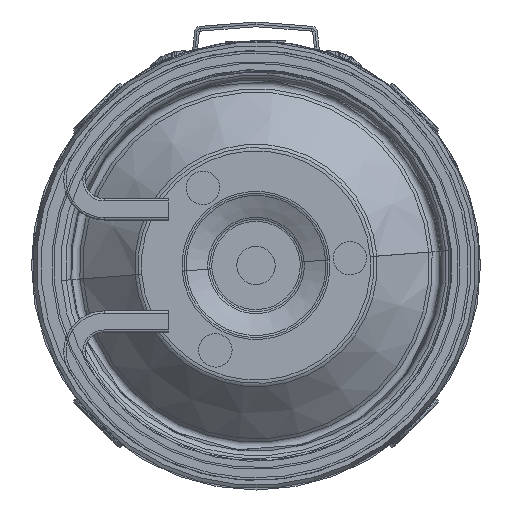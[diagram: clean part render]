
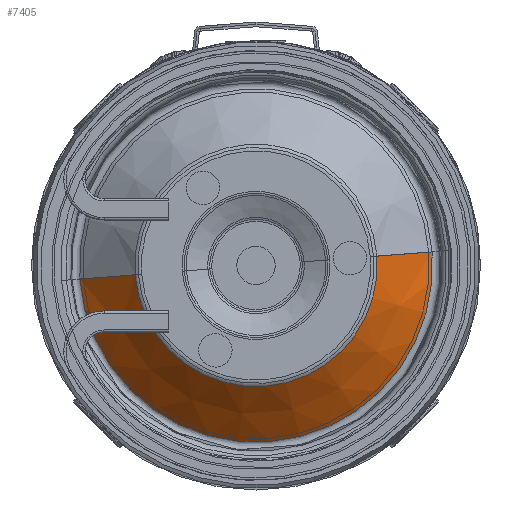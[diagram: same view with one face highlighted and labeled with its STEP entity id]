
A CAD part, front view. The second image highlights one B-rep face of the part: STEP entity #7405.
In plain terms, the highlighted conical face has half-angle 46.546 degrees and reference radius 25.375 mm.
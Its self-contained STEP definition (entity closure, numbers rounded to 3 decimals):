
#87 = EDGE_CURVE ( 'NONE', #1560, #5910, #4102, .T. ) ;
#749 = AXIS2_PLACEMENT_3D ( 'NONE', #23145, #34958, #8379 ) ;
#984 = DIRECTION ( 'NONE',  ( 0., 0.688, -0.726 ) ) ;
#1560 = VERTEX_POINT ( 'NONE', #36850 ) ;
#2320 = LINE ( 'NONE', #20408, #30837 ) ;
#3550 = AXIS2_PLACEMENT_3D ( 'NONE', #37503, #4345, #33826 ) ;
#4102 = LINE ( 'NONE', #15362, #36891 ) ;
#4229 = ORIENTED_EDGE ( 'NONE', *, *, #24197, .T. ) ;
#4345 = DIRECTION ( 'NONE',  ( 0., 1., 0. ) ) ;
#5910 = VERTEX_POINT ( 'NONE', #29179 ) ;
#7405 = ADVANCED_FACE ( 'NONE', ( #16945 ), #18435, .T. ) ;
#8379 = DIRECTION ( 'NONE',  ( 0., 0., 1. ) ) ;
#11236 = CARTESIAN_POINT ( 'NONE',  ( 0., 0.548, 0. ) ) ;
#12630 = AXIS2_PLACEMENT_3D ( 'NONE', #11236, #25419, #29092 ) ;
#13843 = CIRCLE ( 'NONE', #12630, 25.376 ) ;
#14764 = DIRECTION ( 'NONE',  ( 0., 0.688, 0.726 ) ) ;
#15362 = CARTESIAN_POINT ( 'NONE',  ( 0., 0.548, -25.376 ) ) ;
#16019 = EDGE_CURVE ( 'NONE', #32977, #22730, #2320, .T. ) ;
#16238 = EDGE_LOOP ( 'NONE', ( #23258, #4229, #31984, #18746 ) ) ;
#16945 = FACE_OUTER_BOUND ( 'NONE', #16238, .T. ) ;
#17722 = CARTESIAN_POINT ( 'NONE',  ( 0., 11.526, 36.962 ) ) ;
#18435 = CONICAL_SURFACE ( 'NONE', #3550, 25.376, 0.812 ) ;
#18746 = ORIENTED_EDGE ( 'NONE', *, *, #21649, .F. ) ;
#20408 = CARTESIAN_POINT ( 'NONE',  ( 0., 0.548, 25.376 ) ) ;
#21649 = EDGE_CURVE ( 'NONE', #5910, #22730, #32346, .T. ) ;
#22730 = VERTEX_POINT ( 'NONE', #17722 ) ;
#23145 = CARTESIAN_POINT ( 'NONE',  ( 0., 11.526, 0. ) ) ;
#23258 = ORIENTED_EDGE ( 'NONE', *, *, #87, .F. ) ;
#24197 = EDGE_CURVE ( 'NONE', #1560, #32977, #13843, .T. ) ;
#25419 = DIRECTION ( 'NONE',  ( 0., 1., 0. ) ) ;
#29041 = CARTESIAN_POINT ( 'NONE',  ( 0., 0.548, 25.376 ) ) ;
#29092 = DIRECTION ( 'NONE',  ( 0., 0., 1. ) ) ;
#29179 = CARTESIAN_POINT ( 'NONE',  ( 0., 11.526, -36.962 ) ) ;
#30837 = VECTOR ( 'NONE', #14764, 1000. ) ;
#31984 = ORIENTED_EDGE ( 'NONE', *, *, #16019, .T. ) ;
#32346 = CIRCLE ( 'NONE', #749, 36.962 ) ;
#32977 = VERTEX_POINT ( 'NONE', #29041 ) ;
#33826 = DIRECTION ( 'NONE',  ( 0., 0., 1. ) ) ;
#34958 = DIRECTION ( 'NONE',  ( 0., 1., 0. ) ) ;
#36850 = CARTESIAN_POINT ( 'NONE',  ( 0., 0.548, -25.376 ) ) ;
#36891 = VECTOR ( 'NONE', #984, 1000. ) ;
#37503 = CARTESIAN_POINT ( 'NONE',  ( 0., 0.548, 0. ) ) ;
